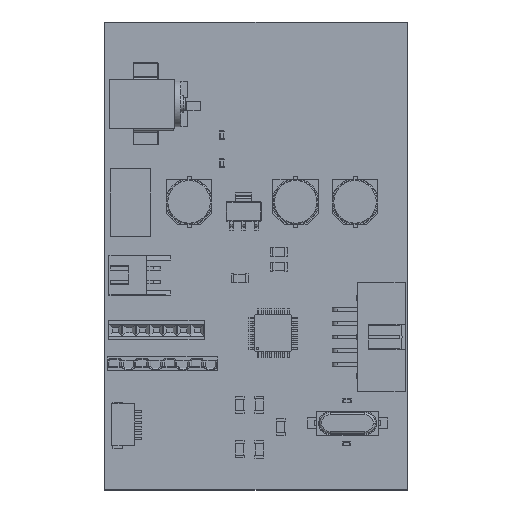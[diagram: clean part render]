
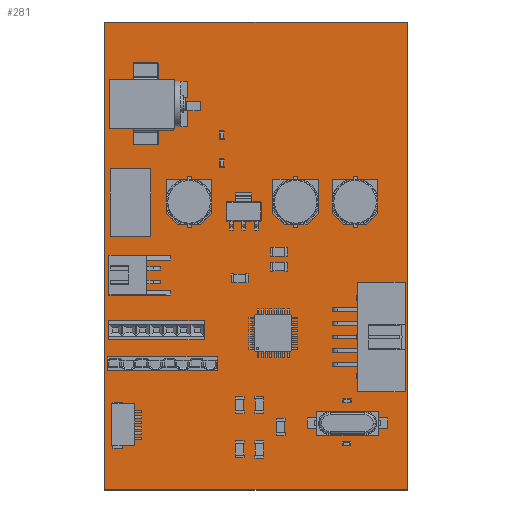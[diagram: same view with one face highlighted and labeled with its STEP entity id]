
A CAD part, top view. The second image highlights one B-rep face of the part: STEP entity #281.
In plain terms, the highlighted planar face has unit normal (0, 0, 1).
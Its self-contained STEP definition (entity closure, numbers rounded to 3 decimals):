
#152 = VERTEX_POINT('',#153);
#153 = CARTESIAN_POINT('',(-0.152,0.,0.411));
#159 = EDGE_CURVE('',#152,#160,#162,.T.);
#160 = VERTEX_POINT('',#161);
#161 = CARTESIAN_POINT('',(56.175,0.,0.411));
#162 = LINE('',#163,#164);
#163 = CARTESIAN_POINT('',(-0.152,0.,0.411));
#164 = VECTOR('',#165,1.);
#165 = DIRECTION('',(1.,0.,0.));
#190 = EDGE_CURVE('',#160,#191,#193,.T.);
#191 = VERTEX_POINT('',#192);
#192 = CARTESIAN_POINT('',(56.175,87.025,0.411));
#193 = LINE('',#194,#195);
#194 = CARTESIAN_POINT('',(56.175,0.,0.411));
#195 = VECTOR('',#196,1.);
#196 = DIRECTION('',(0.,1.,0.));
#221 = EDGE_CURVE('',#191,#222,#224,.T.);
#222 = VERTEX_POINT('',#223);
#223 = CARTESIAN_POINT('',(-0.152,87.025,0.411));
#224 = LINE('',#225,#226);
#225 = CARTESIAN_POINT('',(56.175,87.025,0.411));
#226 = VECTOR('',#227,1.);
#227 = DIRECTION('',(-1.,0.,0.));
#252 = EDGE_CURVE('',#222,#152,#253,.T.);
#253 = LINE('',#254,#255);
#254 = CARTESIAN_POINT('',(-0.152,87.025,0.411));
#255 = VECTOR('',#256,1.);
#256 = DIRECTION('',(0.,-1.,0.));
#281 = ADVANCED_FACE('',(#282),#288,.F.);
#282 = FACE_BOUND('',#283,.T.);
#283 = EDGE_LOOP('',(#284,#285,#286,#287));
#284 = ORIENTED_EDGE('',*,*,#159,.T.);
#285 = ORIENTED_EDGE('',*,*,#190,.T.);
#286 = ORIENTED_EDGE('',*,*,#221,.T.);
#287 = ORIENTED_EDGE('',*,*,#252,.T.);
#288 = PLANE('',#289);
#289 = AXIS2_PLACEMENT_3D('',#290,#291,#292);
#290 = CARTESIAN_POINT('',(-0.152,0.,0.411));
#291 = DIRECTION('',(0.,0.,-1.));
#292 = DIRECTION('',(-1.,0.,0.));
